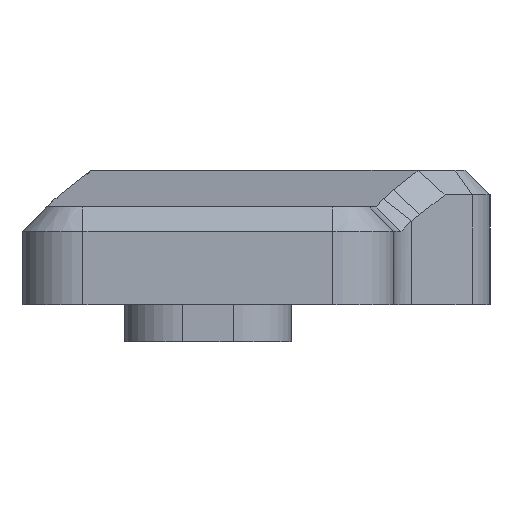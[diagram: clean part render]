
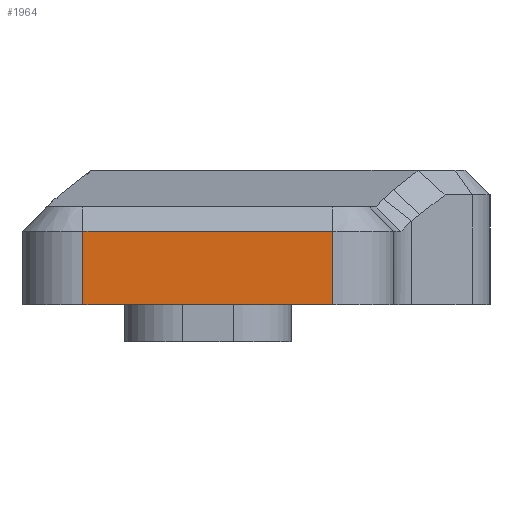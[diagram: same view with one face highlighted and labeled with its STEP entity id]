
A CAD part, left-side view. The second image highlights one B-rep face of the part: STEP entity #1964.
In plain terms, the highlighted planar face has unit normal (-1, 0, 0).
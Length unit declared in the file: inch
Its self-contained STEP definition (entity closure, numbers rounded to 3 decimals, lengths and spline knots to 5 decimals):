
#225=FACE_OUTER_BOUND('',#344,.T.);
#344=EDGE_LOOP('',(#1604,#1605,#1606,#1607));
#425=LINE('',#2949,#612);
#477=LINE('',#3151,#664);
#528=LINE('',#3327,#715);
#529=LINE('',#3328,#716);
#612=VECTOR('',#2259,0.3937);
#664=VECTOR('',#2433,0.3937);
#715=VECTOR('',#2588,0.3937);
#716=VECTOR('',#2589,0.3937);
#812=VERTEX_POINT('',#2941);
#814=VERTEX_POINT('',#2947);
#862=VERTEX_POINT('',#3148);
#863=VERTEX_POINT('',#3150);
#1009=EDGE_CURVE('',#814,#812,#425,.T.);
#1093=EDGE_CURVE('',#863,#862,#477,.T.);
#1181=EDGE_CURVE('',#863,#814,#528,.T.);
#1182=EDGE_CURVE('',#812,#862,#529,.T.);
#1604=ORIENTED_EDGE('',*,*,#1009,.F.);
#1605=ORIENTED_EDGE('',*,*,#1181,.F.);
#1606=ORIENTED_EDGE('',*,*,#1093,.T.);
#1607=ORIENTED_EDGE('',*,*,#1182,.F.);
#1882=PLANE('',#2144);
#1964=ADVANCED_FACE('',(#225),#1882,.T.);
#2144=AXIS2_PLACEMENT_3D('',#3326,#2586,#2587);
#2259=DIRECTION('',(0.,-1.,0.));
#2433=DIRECTION('',(0.,-1.,0.));
#2586=DIRECTION('center_axis',(-1.,0.,0.));
#2587=DIRECTION('ref_axis',(0.,-1.,0.));
#2588=DIRECTION('',(0.,0.,1.));
#2589=DIRECTION('',(0.,0.,-1.));
#2941=CARTESIAN_POINT('',(0.,0.09843,0.11811));
#2947=CARTESIAN_POINT('',(0.,0.50157,0.11811));
#2949=CARTESIAN_POINT('',(0.,0.43059,0.11811));
#3148=CARTESIAN_POINT('',(0.,0.09843,0.));
#3150=CARTESIAN_POINT('',(0.,0.50157,0.));
#3151=CARTESIAN_POINT('',(0.,0.6,0.));
#3326=CARTESIAN_POINT('Origin',(0.,0.6,0.));
#3327=CARTESIAN_POINT('',(0.,0.50157,0.));
#3328=CARTESIAN_POINT('',(0.,0.09843,0.));
